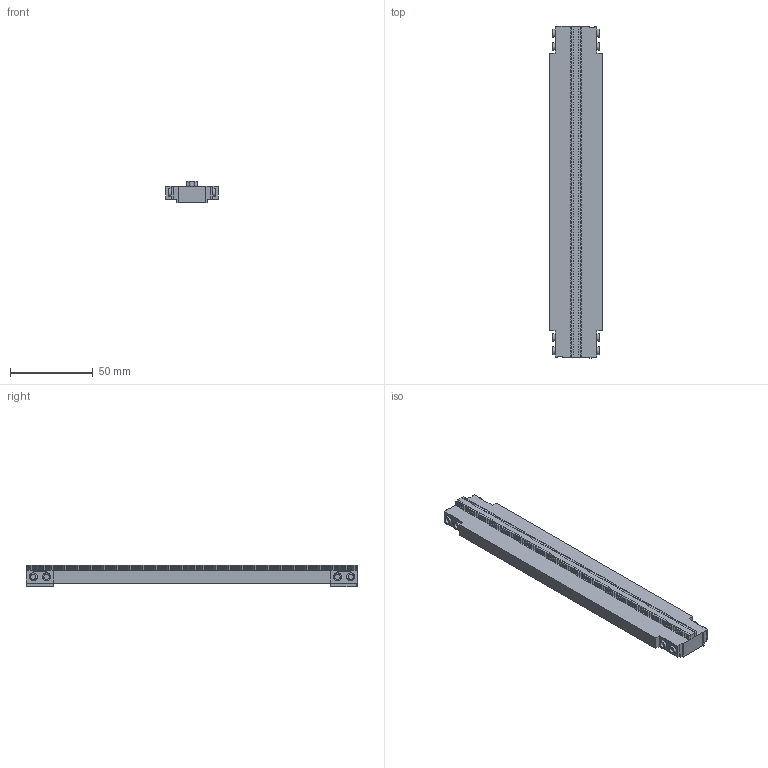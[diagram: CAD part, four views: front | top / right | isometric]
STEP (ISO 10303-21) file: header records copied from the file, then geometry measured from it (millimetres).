
FILE_DESCRIPTION(('Open CASCADE Model'),'2;1');
FILE_NAME('Open CASCADE Shape Model','2025-01-19T18:56:56',('Author'),( 'Open CASCADE'),'Open CASCADE STEP processor 7.7','Open CASCADE 7.7' ,'Unknown');
FILE_SCHEMA(('AUTOMOTIVE_DESIGN { 1 0 10303 214 1 1 1 1 }'));
Products named in the file (1): Open CASCADE STEP translator 7.7 16
Bounding box: 31.8 x 200.8 x 13.2 mm (x, y, z)
Volume: 27278.5 mm3; surface area: 32376.6 mm2
Topology: 1 solids, 1 shells, 1379 faces, 3974 edges, 2648 vertices
Faces by surface type: plane 1355, cylinder 24
Full cylindrical faces by diameter (mm): 3.2 x8, 4.8 x8
Entity records: 96060 total; most frequent: CARTESIAN_POINT 16118, DIRECTION 14702, LINE 11826, VECTOR 11826, ORIENTED_EDGE 7948, PCURVE 7948, DEFINITIONAL_REPRESENTATION 7948, EDGE_CURVE 3974
